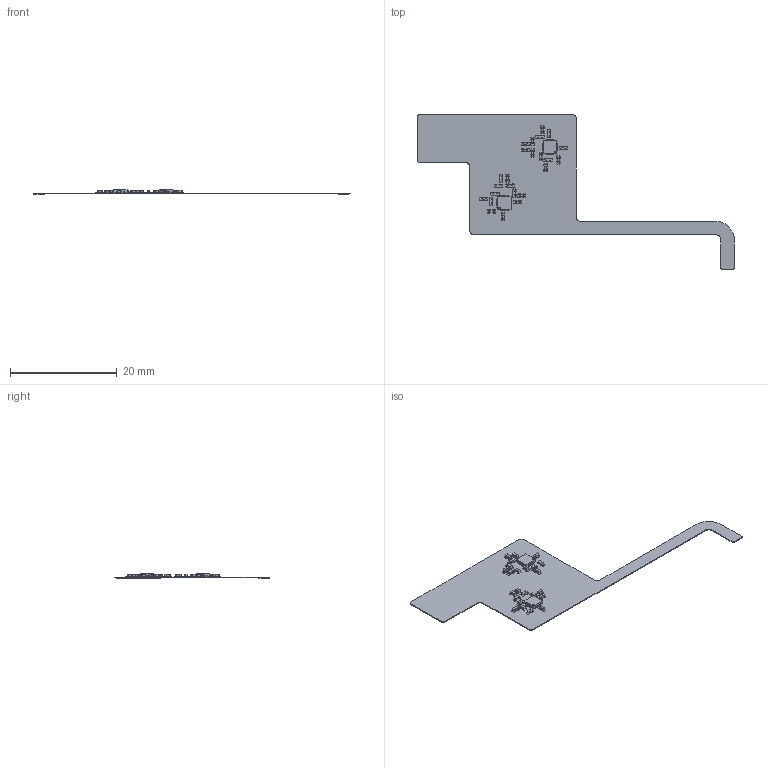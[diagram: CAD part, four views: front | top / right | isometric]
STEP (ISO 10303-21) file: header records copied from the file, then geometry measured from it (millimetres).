
FILE_DESCRIPTION(('KiCad electronic assembly'),'2;1');
FILE_NAME('Card_Adapter_Flex_AddOn_pads.step','2025-04-29T10:48:08',( 'Pcbnew'),('Kicad'),'Open CASCADE STEP processor 7.8', 'KiCad to STEP converter','Unknown');
FILE_SCHEMA(('AUTOMOTIVE_DESIGN { 1 0 10303 214 1 1 1 1 }'));
Length unit declared in the file: millimetre
Products named in the file (6): Card_Adapter_Flex_AddOn_pads 1; C_0402_1005Metric; R_0402_1005Metric; 5PB1214CMGK8_4pin; Card_Adapter_Flex_AddOn_copper; Card_Adapter_Flex_AddOn_PCB
Assembly tree (28 placements, depth 2):
  Card_Adapter_Flex_AddOn_pads 1
    C_0402_1005Metric  x14
    R_0402_1005Metric  x10
    5PB1214CMGK8_4pin  x2
    Card_Adapter_Flex_AddOn_copper
    Card_Adapter_Flex_AddOn_PCB
Bounding box: 59.35 x 29.02 x 0.82 mm (x, y, z)
Volume: 106.9 mm3; surface area: 1457.2 mm2
Topology: 160 solids, 160 shells, 1900 faces, 4610 edges, 3060 vertices
Faces by surface type: plane 1362, cylinder 538
Entity records: 34300 total; most frequent: DIRECTION 5600, CARTESIAN_POINT 5594, ORIENTED_EDGE 5320, EDGE_CURVE 2660, LINE 2044, VECTOR 2044, AXIS2_PLACEMENT_3D 1778, VERTEX_POINT 1772
